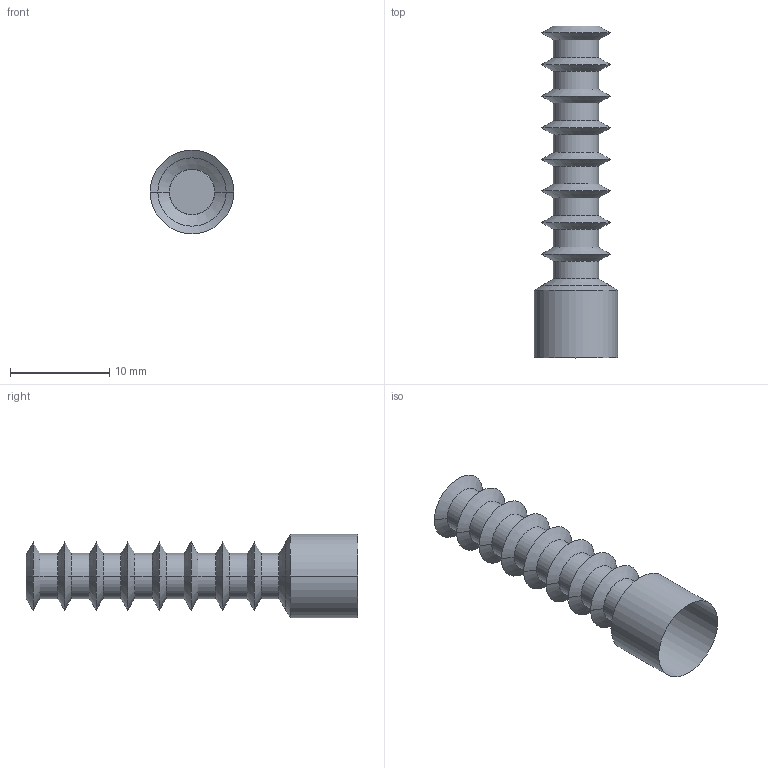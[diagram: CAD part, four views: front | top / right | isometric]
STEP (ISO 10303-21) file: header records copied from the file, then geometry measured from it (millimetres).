
FILE_DESCRIPTION (( 'STEP AP214' ), '1' );
FILE_NAME ('bellowCav_surf.STEP', '2020-05-21T23:04:14', ( '' ), ( '' ), 'SwSTEP 2.0', 'SolidWorks 2019', '' );
FILE_SCHEMA (( 'AUTOMOTIVE_DESIGN' ));
Length unit declared in the file: millimetre
Products named in the file (1): bellowCav_surf
Bounding box: 8.4 x 33.4 x 8.4 mm (x, y, z)
Surface area: 857.4 mm2 (no closed solid volume)
Topology: 0 solids, 3 shells, 57 faces, 118 edges, 62 vertices
Faces by surface type: cone 38, cylinder 18, plane 1
Entity records: 1491 total; most frequent: DIRECTION 296, CARTESIAN_POINT 238, ORIENTED_EDGE 226, AXIS2_PLACEMENT_3D 120, EDGE_CURVE 118, CIRCLE 62, VERTEX_POINT 62, EDGE_LOOP 57
